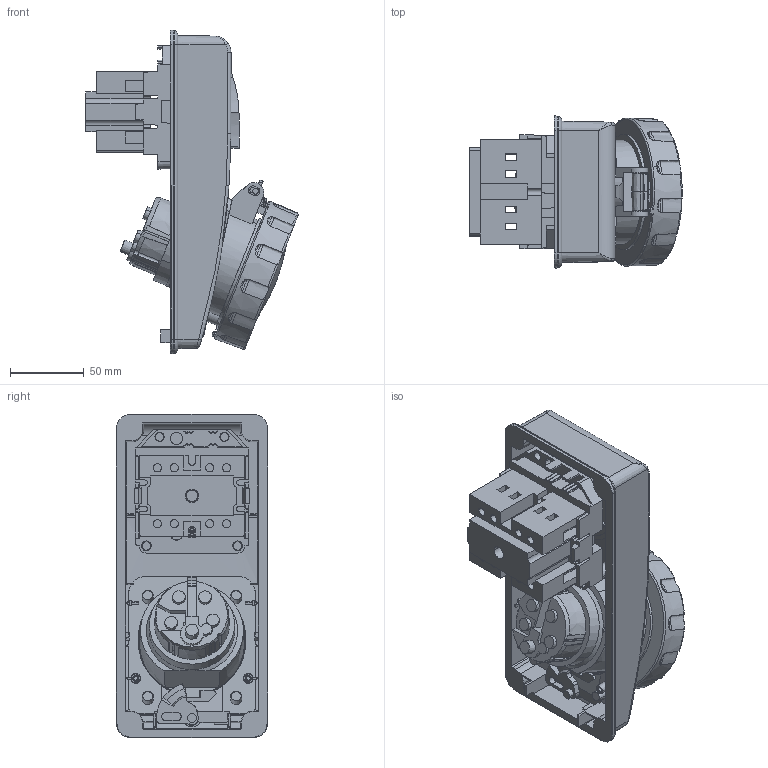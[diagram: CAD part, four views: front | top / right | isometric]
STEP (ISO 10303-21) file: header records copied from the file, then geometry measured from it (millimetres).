
FILE_DESCRIPTION((''),'2;1');
FILE_NAME('GW66320N_SW0001','2020-07-27T09:29:24',('User'),('Technoprobe spa'),'CREO PARAMETRIC BY PTC INC, 2019471','CREO PARAMETRIC BY PTC INC, 2019471','');
FILE_SCHEMA(('CONFIG_CONTROL_DESIGN'));
Products named in the file (1): GW66320N_SW0001
Bounding box: 144.3 x 103 x 219.99 mm (x, y, z)
Volume: 735839.7 mm3; surface area: 199291.9 mm2
Topology: 1 solids, 1 shells, 1290 faces, 3683 edges, 2444 vertices
Faces by surface type: plane 698, cone 209, cylinder 196, bspline 135, torus 42, extrusion 6, sphere 4
Entity records: 50897 total; most frequent: CARTESIAN_POINT 18801, ORIENTED_EDGE 7348, DIRECTION 5772, EDGE_CURVE 3674, VERTEX_POINT 2444, VECTOR 1932, LINE 1926, AXIS2_PLACEMENT_3D 1920
